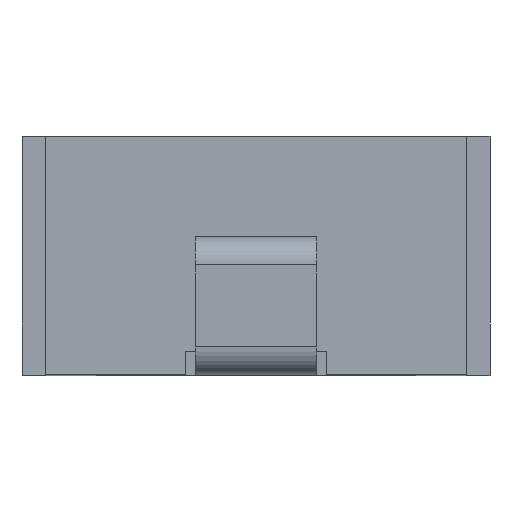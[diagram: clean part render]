
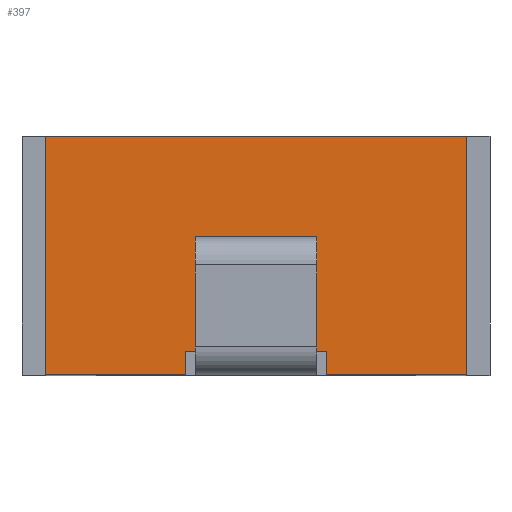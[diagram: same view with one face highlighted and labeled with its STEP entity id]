
A CAD part, top view. The second image highlights one B-rep face of the part: STEP entity #397.
In plain terms, the highlighted planar face has unit normal (0, 0, 1).
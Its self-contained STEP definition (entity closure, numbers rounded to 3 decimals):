
#23 = EDGE_CURVE ( 'NONE', #59, #24, #815, .T. ) ;
#24 = VERTEX_POINT ( 'NONE', #811 ) ;
#59 = VERTEX_POINT ( 'NONE', #872 ) ;
#222 = EDGE_CURVE ( 'NONE', #259, #223, #1353, .T. ) ;
#223 = VERTEX_POINT ( 'NONE', #1349 ) ;
#244 = ORIENTED_EDGE ( 'NONE', *, *, #245, .F. ) ;
#245 = EDGE_CURVE ( 'NONE', #444, #223, #1469, .T. ) ;
#259 = VERTEX_POINT ( 'NONE', #1440 ) ;
#261 = EDGE_CURVE ( 'NONE', #59, #259, #1439, .T. ) ;
#294 = EDGE_CURVE ( 'NONE', #24, #450, #1626, .T. ) ;
#361 = ORIENTED_EDGE ( 'NONE', *, *, #23, .F. ) ;
#362 = ORIENTED_EDGE ( 'NONE', *, *, #261, .T. ) ;
#363 = ORIENTED_EDGE ( 'NONE', *, *, #222, .T. ) ;
#397 = ADVANCED_FACE ( 'NONE', ( #1522, #1521 ), #1519, .F. ) ;
#398 = EDGE_LOOP ( 'NONE', ( #399, #403, #406, #409 ) ) ;
#399 = ORIENTED_EDGE ( 'NONE', *, *, #400, .F. ) ;
#400 = EDGE_CURVE ( 'NONE', #401, #402, #1520, .T. ) ;
#401 = VERTEX_POINT ( 'NONE', #1656 ) ;
#402 = VERTEX_POINT ( 'NONE', #1655 ) ;
#403 = ORIENTED_EDGE ( 'NONE', *, *, #404, .T. ) ;
#404 = EDGE_CURVE ( 'NONE', #401, #405, #1654, .T. ) ;
#405 = VERTEX_POINT ( 'NONE', #1650 ) ;
#406 = ORIENTED_EDGE ( 'NONE', *, *, #407, .T. ) ;
#407 = EDGE_CURVE ( 'NONE', #405, #408, #1649, .T. ) ;
#408 = VERTEX_POINT ( 'NONE', #1645 ) ;
#409 = ORIENTED_EDGE ( 'NONE', *, *, #410, .F. ) ;
#410 = EDGE_CURVE ( 'NONE', #402, #408, #1644, .T. ) ;
#411 = EDGE_LOOP ( 'NONE', ( #441, #445, #448, #451, #361, #362, #363, #244 ) ) ;
#441 = ORIENTED_EDGE ( 'NONE', *, *, #442, .F. ) ;
#442 = EDGE_CURVE ( 'NONE', #443, #444, #1923, .T. ) ;
#443 = VERTEX_POINT ( 'NONE', #1919 ) ;
#444 = VERTEX_POINT ( 'NONE', #1918 ) ;
#445 = ORIENTED_EDGE ( 'NONE', *, *, #446, .T. ) ;
#446 = EDGE_CURVE ( 'NONE', #443, #447, #1917, .T. ) ;
#447 = VERTEX_POINT ( 'NONE', #1913 ) ;
#448 = ORIENTED_EDGE ( 'NONE', *, *, #449, .T. ) ;
#449 = EDGE_CURVE ( 'NONE', #447, #450, #1912, .T. ) ;
#450 = VERTEX_POINT ( 'NONE', #1908 ) ;
#451 = ORIENTED_EDGE ( 'NONE', *, *, #294, .F. ) ;
#811 = CARTESIAN_POINT ( 'NONE',  ( 2.25, 2.55, 2.25 ) ) ;
#812 = DIRECTION ( 'NONE',  ( 1., 0., 0. ) ) ;
#813 = VECTOR ( 'NONE', #812, 1000. ) ;
#814 = CARTESIAN_POINT ( 'NONE',  ( -2.25, 2.55, 2.25 ) ) ;
#815 = LINE ( 'NONE', #814, #813 ) ;
#872 = CARTESIAN_POINT ( 'NONE',  ( -2.25, 2.55, 2.25 ) ) ;
#1349 = CARTESIAN_POINT ( 'NONE',  ( -0.75, 0., 2.25 ) ) ;
#1350 = DIRECTION ( 'NONE',  ( 1., 0., 0. ) ) ;
#1351 = VECTOR ( 'NONE', #1350, 1000. ) ;
#1352 = CARTESIAN_POINT ( 'NONE',  ( -2.25, 0., 2.25 ) ) ;
#1353 = LINE ( 'NONE', #1352, #1351 ) ;
#1436 = DIRECTION ( 'NONE',  ( 0., -1., 0. ) ) ;
#1437 = VECTOR ( 'NONE', #1436, 1000. ) ;
#1438 = CARTESIAN_POINT ( 'NONE',  ( -2.25, 2.55, 2.25 ) ) ;
#1439 = LINE ( 'NONE', #1438, #1437 ) ;
#1440 = CARTESIAN_POINT ( 'NONE',  ( -2.25, 0., 2.25 ) ) ;
#1466 = DIRECTION ( 'NONE',  ( 0., -1., 0. ) ) ;
#1467 = VECTOR ( 'NONE', #1466, 1000. ) ;
#1468 = CARTESIAN_POINT ( 'NONE',  ( -0.75, 0.25, 2.25 ) ) ;
#1469 = LINE ( 'NONE', #1468, #1467 ) ;
#1517 = CARTESIAN_POINT ( 'NONE',  ( -2.25, 2.55, 2.25 ) ) ;
#1518 = AXIS2_PLACEMENT_3D ( 'NONE', #1517, #1661, #1660 ) ;
#1519 = PLANE ( 'NONE',  #1518 ) ;
#1520 = LINE ( 'NONE', #1659, #1658 ) ;
#1521 = FACE_OUTER_BOUND ( 'NONE', #411, .T. ) ;
#1522 = FACE_BOUND ( 'NONE', #398, .T. ) ;
#1619 = DIRECTION ( 'NONE',  ( 0., -1., 0. ) ) ;
#1620 = VECTOR ( 'NONE', #1619, 1000. ) ;
#1621 = CARTESIAN_POINT ( 'NONE',  ( 2.25, 2.55, 2.25 ) ) ;
#1626 = LINE ( 'NONE', #1621, #1620 ) ;
#1641 = DIRECTION ( 'NONE',  ( 0., -1., 0. ) ) ;
#1642 = VECTOR ( 'NONE', #1641, 1000. ) ;
#1643 = CARTESIAN_POINT ( 'NONE',  ( -0.65, 1.475, 2.25 ) ) ;
#1644 = LINE ( 'NONE', #1643, #1642 ) ;
#1645 = CARTESIAN_POINT ( 'NONE',  ( -0.65, 1.275, 2.25 ) ) ;
#1646 = DIRECTION ( 'NONE',  ( -1., 0., 0. ) ) ;
#1647 = VECTOR ( 'NONE', #1646, 1000. ) ;
#1648 = CARTESIAN_POINT ( 'NONE',  ( 0.65, 1.275, 2.25 ) ) ;
#1649 = LINE ( 'NONE', #1648, #1647 ) ;
#1650 = CARTESIAN_POINT ( 'NONE',  ( 0.65, 1.275, 2.25 ) ) ;
#1651 = DIRECTION ( 'NONE',  ( 0., -1., 0. ) ) ;
#1652 = VECTOR ( 'NONE', #1651, 1000. ) ;
#1653 = CARTESIAN_POINT ( 'NONE',  ( 0.65, 1.475, 2.25 ) ) ;
#1654 = LINE ( 'NONE', #1653, #1652 ) ;
#1655 = CARTESIAN_POINT ( 'NONE',  ( -0.65, 1.475, 2.25 ) ) ;
#1656 = CARTESIAN_POINT ( 'NONE',  ( 0.65, 1.475, 2.25 ) ) ;
#1657 = DIRECTION ( 'NONE',  ( -1., 0., 0. ) ) ;
#1658 = VECTOR ( 'NONE', #1657, 1000. ) ;
#1659 = CARTESIAN_POINT ( 'NONE',  ( 0.65, 1.475, 2.25 ) ) ;
#1660 = DIRECTION ( 'NONE',  ( -1., 0., 0. ) ) ;
#1661 = DIRECTION ( 'NONE',  ( 0., 0., -1. ) ) ;
#1908 = CARTESIAN_POINT ( 'NONE',  ( 2.25, 0., 2.25 ) ) ;
#1909 = DIRECTION ( 'NONE',  ( 1., 0., 0. ) ) ;
#1910 = VECTOR ( 'NONE', #1909, 1000. ) ;
#1911 = CARTESIAN_POINT ( 'NONE',  ( -2.25, 0., 2.25 ) ) ;
#1912 = LINE ( 'NONE', #1911, #1910 ) ;
#1913 = CARTESIAN_POINT ( 'NONE',  ( 0.75, 0., 2.25 ) ) ;
#1914 = DIRECTION ( 'NONE',  ( 0., -1., 0. ) ) ;
#1915 = VECTOR ( 'NONE', #1914, 1000. ) ;
#1916 = CARTESIAN_POINT ( 'NONE',  ( 0.75, 0.25, 2.25 ) ) ;
#1917 = LINE ( 'NONE', #1916, #1915 ) ;
#1918 = CARTESIAN_POINT ( 'NONE',  ( -0.75, 0.25, 2.25 ) ) ;
#1919 = CARTESIAN_POINT ( 'NONE',  ( 0.75, 0.25, 2.25 ) ) ;
#1920 = DIRECTION ( 'NONE',  ( -1., 0., 0. ) ) ;
#1921 = VECTOR ( 'NONE', #1920, 1000. ) ;
#1922 = CARTESIAN_POINT ( 'NONE',  ( -0.75, 0.25, 2.25 ) ) ;
#1923 = LINE ( 'NONE', #1922, #1921 ) ;
